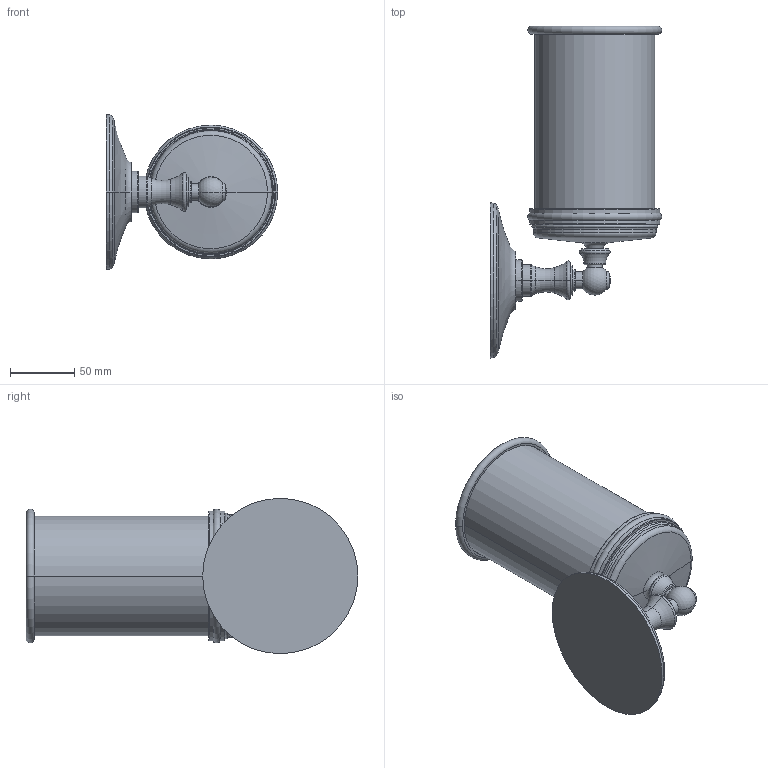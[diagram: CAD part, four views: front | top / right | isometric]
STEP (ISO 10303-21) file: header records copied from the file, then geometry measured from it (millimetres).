
FILE_DESCRIPTION((''),'2;1');
FILE_NAME('5681','2021-06-14T14:16:20',('jinson.thomas'),(''),'CREO PARAMETRIC BY PTC INC, 2018400','CREO PARAMETRIC BY PTC INC, 2018400','');
FILE_SCHEMA(('CONFIG_CONTROL_DESIGN'));
Length unit declared in the file: inch
Products named in the file (1): 5681
Bounding box: 133.14 x 257.86 x 120.65 mm (x, y, z)
Volume: 476975.2 mm3; surface area: 144782.1 mm2
Topology: 1 solids, 1 shells, 110 faces, 223 edges, 129 vertices
Faces by surface type: torus 50, cylinder 30, plane 18, cone 6, sphere 4, bspline 2
Entity records: 2972 total; most frequent: DIRECTION 622, CARTESIAN_POINT 490, ORIENTED_EDGE 442, AXIS2_PLACEMENT_3D 293, EDGE_CURVE 221, CIRCLE 185, VERTEX_POINT 129, EDGE_LOOP 126
